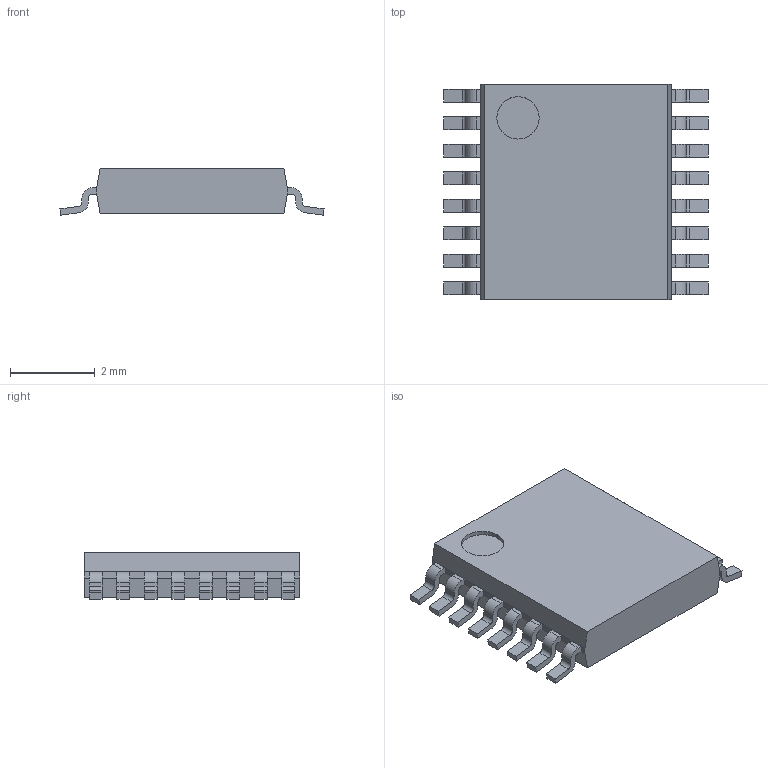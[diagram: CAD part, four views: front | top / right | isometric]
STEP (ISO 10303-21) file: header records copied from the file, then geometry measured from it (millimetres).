
FILE_DESCRIPTION((''),'2;1');
FILE_NAME('SOP65P640X110-16N.stp','2010-06-17T18:03:21',(''),(''),'Mechanical Desktop 2010','Mechanical Desktop 2010',', , ');
FILE_SCHEMA(('AUTOMOTIVE_DESIGN { 1 2 10303 214 1 1 1 1 }'));
Length unit declared in the file: millimetre
Products named in the file (1): Product
Bounding box: 6.24 x 5.1 x 1.1 mm (x, y, z)
Volume: 24.5 mm3; surface area: 82.8 mm2
Topology: 17 solids, 17 shells, 237 faces, 606 edges, 404 vertices
Faces by surface type: bspline 112, plane 91, cylinder 34
Entity records: 7604 total; most frequent: CARTESIAN_POINT 2032, ORIENTED_EDGE 1212, DIRECTION 990, EDGE_CURVE 606, VECTOR 474, LINE 474, VERTEX_POINT 404, AXIS2_PLACEMENT_3D 258
